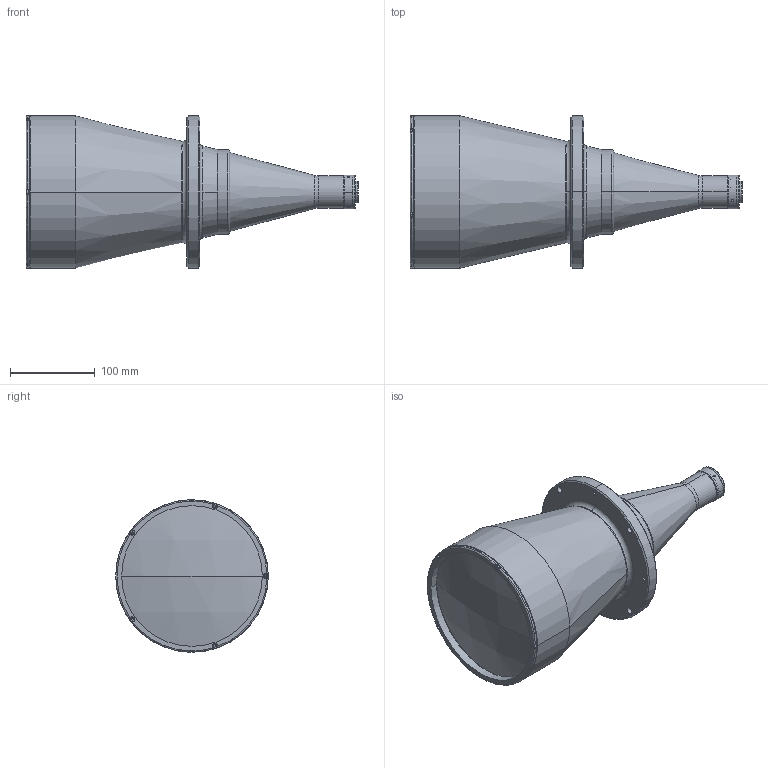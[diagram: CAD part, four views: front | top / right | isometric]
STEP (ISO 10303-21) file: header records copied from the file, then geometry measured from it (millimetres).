
FILE_DESCRIPTION (( 'STEP AP214' ), '1' );
FILE_NAME ('TC13120.STEP', '2016-10-03T10:02:19', ( '' ), ( '' ), 'SwSTEP 2.0', 'SolidWorks 2015', '' );
FILE_SCHEMA (( 'AUTOMOTIVE_DESIGN' ));
Length unit declared in the file: millimetre
Products named in the file (1): TC13120
Bounding box: 391.83 x 180 x 180 mm (x, y, z)
Surface area: 218993 mm2 (no closed solid volume)
Topology: 0 solids, 21 shells, 182 faces, 527 edges, 368 vertices
Faces by surface type: cylinder 70, plane 65, torus 25, cone 18, sphere 4
Entity records: 8443 total; most frequent: CARTESIAN_POINT 1400, DIRECTION 1150, ORIENTED_EDGE 896, EDGE_CURVE 527, AXIS2_PLACEMENT_3D 460, VERTEX_POINT 368, CIRCLE 277, EDGE_LOOP 236
